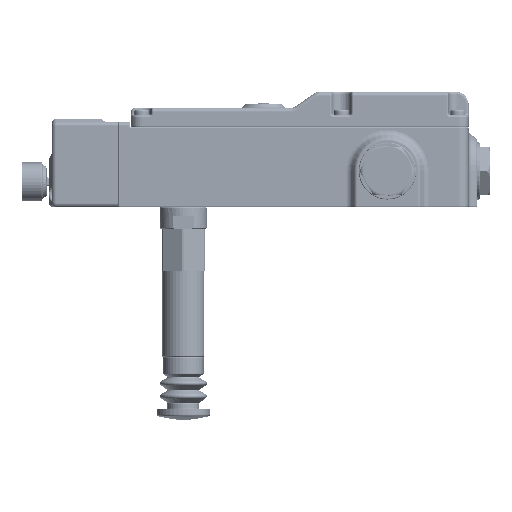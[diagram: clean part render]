
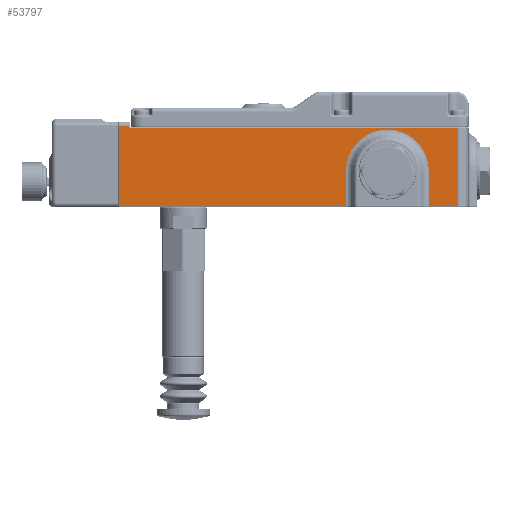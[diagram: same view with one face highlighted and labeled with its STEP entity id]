
A CAD part, left-side view. The second image highlights one B-rep face of the part: STEP entity #53797.
In plain terms, the highlighted planar face has unit normal (-1, 0, 0).
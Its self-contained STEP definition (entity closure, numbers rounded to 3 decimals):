
#1679 = DIRECTION ( 'NONE',  ( 0., 1., 0. ) ) ;
#1882 = CARTESIAN_POINT ( 'NONE',  ( -47.5, -141.863, 0. ) ) ;
#3419 = VERTEX_POINT ( 'NONE', #86630 ) ;
#9649 = CARTESIAN_POINT ( 'NONE',  ( -47.5, 3., 0.5 ) ) ;
#10358 = CARTESIAN_POINT ( 'NONE',  ( -47.5, -155.5, 40. ) ) ;
#10839 = VECTOR ( 'NONE', #73635, 1000. ) ;
#10840 = ORIENTED_EDGE ( 'NONE', *, *, #43625, .T. ) ;
#13403 = CARTESIAN_POINT ( 'NONE',  ( -47.5, -103.137, 0.5 ) ) ;
#13839 = CARTESIAN_POINT ( 'NONE',  ( -47.5, 3.5, 37. ) ) ;
#14726 = CARTESIAN_POINT ( 'NONE',  ( -47.5, 3.5, 38. ) ) ;
#21183 = EDGE_CURVE ( 'NONE', #32116, #106341, #96302, .T. ) ;
#22105 = ORIENTED_EDGE ( 'NONE', *, *, #56039, .T. ) ;
#25743 = AXIS2_PLACEMENT_3D ( 'NONE', #154131, #93009, #67832 ) ;
#28010 = DIRECTION ( 'NONE',  ( 0., -1., 0. ) ) ;
#28463 = DIRECTION ( 'NONE',  ( 0., -1., 0. ) ) ;
#30853 = LINE ( 'NONE', #40645, #108604 ) ;
#32116 = VERTEX_POINT ( 'NONE', #93002 ) ;
#32452 = VECTOR ( 'NONE', #1679, 1000. ) ;
#34718 = CARTESIAN_POINT ( 'NONE',  ( -47.5, -141.863, 17. ) ) ;
#37096 = ORIENTED_EDGE ( 'NONE', *, *, #78533, .T. ) ;
#37455 = DIRECTION ( 'NONE',  ( 0., 1., 0. ) ) ;
#38525 = EDGE_LOOP ( 'NONE', ( #66714, #140326, #10840, #159477, #118821, #109032, #112613, #22105, #37096, #91063 ) ) ;
#39889 = DIRECTION ( 'NONE',  ( 0., 1., 0. ) ) ;
#40645 = CARTESIAN_POINT ( 'NONE',  ( -47.5, -155.5, 0.5 ) ) ;
#40678 = CARTESIAN_POINT ( 'NONE',  ( -47.5, 3.5, 40. ) ) ;
#42592 = VECTOR ( 'NONE', #28010, 1000. ) ;
#43454 = CARTESIAN_POINT ( 'NONE',  ( -47.5, -2.5, 37. ) ) ;
#43625 = EDGE_CURVE ( 'NONE', #93863, #103123, #70483, .T. ) ;
#44815 = EDGE_CURVE ( 'NONE', #50209, #149048, #154926, .T. ) ;
#48170 = DIRECTION ( 'NONE',  ( 0., 1., 0. ) ) ;
#49157 = CARTESIAN_POINT ( 'NONE',  ( -47.5, 3., 40. ) ) ;
#50209 = VERTEX_POINT ( 'NONE', #85240 ) ;
#50987 = AXIS2_PLACEMENT_3D ( 'NONE', #61138, #134334, #48170 ) ;
#51260 = CARTESIAN_POINT ( 'NONE',  ( -47.5, -103.137, 0.5 ) ) ;
#53747 = VERTEX_POINT ( 'NONE', #51260 ) ;
#53797 = ADVANCED_FACE ( 'NONE', ( #65826 ), #136653, .F. ) ;
#56039 = EDGE_CURVE ( 'NONE', #106341, #53747, #124775, .T. ) ;
#60661 = CARTESIAN_POINT ( 'NONE',  ( -47.5, -103.137, 17. ) ) ;
#61138 = CARTESIAN_POINT ( 'NONE',  ( -47.5, -122.5, 17. ) ) ;
#62320 = EDGE_CURVE ( 'NONE', #3419, #93863, #30853, .T. ) ;
#63022 = CARTESIAN_POINT ( 'NONE',  ( -47.5, -1.5, 38. ) ) ;
#65826 = FACE_OUTER_BOUND ( 'NONE', #38525, .T. ) ;
#66714 = ORIENTED_EDGE ( 'NONE', *, *, #94352, .T. ) ;
#67832 = DIRECTION ( 'NONE',  ( 0., 1., 0. ) ) ;
#70483 = LINE ( 'NONE', #10358, #133618 ) ;
#71481 = CARTESIAN_POINT ( 'NONE',  ( -47.5, -155.5, 37. ) ) ;
#73635 = DIRECTION ( 'NONE',  ( 0., 0., 1. ) ) ;
#78533 = EDGE_CURVE ( 'NONE', #53747, #50209, #123276, .T. ) ;
#85240 = CARTESIAN_POINT ( 'NONE',  ( -47.5, -103.137, 17. ) ) ;
#86630 = CARTESIAN_POINT ( 'NONE',  ( -47.5, -141.863, 0.5 ) ) ;
#91063 = ORIENTED_EDGE ( 'NONE', *, *, #44815, .T. ) ;
#93002 = CARTESIAN_POINT ( 'NONE',  ( -47.5, 3., 38. ) ) ;
#93009 = DIRECTION ( 'NONE',  ( -1., 0., 0. ) ) ;
#93863 = VERTEX_POINT ( 'NONE', #159102 ) ;
#94352 = EDGE_CURVE ( 'NONE', #149048, #3419, #101001, .T. ) ;
#95766 = CIRCLE ( 'NONE', #25743, 1. ) ;
#96302 = LINE ( 'NONE', #49157, #145072 ) ;
#98641 = EDGE_CURVE ( 'NONE', #103123, #140783, #123619, .T. ) ;
#98705 = DIRECTION ( 'NONE',  ( 0., 0., -1. ) ) ;
#101001 = LINE ( 'NONE', #1882, #122404 ) ;
#102042 = VECTOR ( 'NONE', #39889, 1000. ) ;
#102411 = EDGE_CURVE ( 'NONE', #109370, #140783, #95766, .T. ) ;
#103123 = VERTEX_POINT ( 'NONE', #71481 ) ;
#106341 = VERTEX_POINT ( 'NONE', #9649 ) ;
#107099 = DIRECTION ( 'NONE',  ( 0., 0., 1. ) ) ;
#108604 = VECTOR ( 'NONE', #28463, 1000. ) ;
#109032 = ORIENTED_EDGE ( 'NONE', *, *, #136685, .T. ) ;
#109370 = VERTEX_POINT ( 'NONE', #63022 ) ;
#112613 = ORIENTED_EDGE ( 'NONE', *, *, #21183, .T. ) ;
#112717 = AXIS2_PLACEMENT_3D ( 'NONE', #40678, #138252, #37455 ) ;
#118821 = ORIENTED_EDGE ( 'NONE', *, *, #102411, .F. ) ;
#122404 = VECTOR ( 'NONE', #147456, 1000. ) ;
#123276 = LINE ( 'NONE', #60661, #10839 ) ;
#123619 = LINE ( 'NONE', #13839, #32452 ) ;
#124775 = LINE ( 'NONE', #13403, #42592 ) ;
#133618 = VECTOR ( 'NONE', #107099, 1000. ) ;
#134334 = DIRECTION ( 'NONE',  ( 1., 0., 0. ) ) ;
#136653 = PLANE ( 'NONE',  #112717 ) ;
#136685 = EDGE_CURVE ( 'NONE', #109370, #32116, #138286, .T. ) ;
#138252 = DIRECTION ( 'NONE',  ( 1., 0., 0. ) ) ;
#138286 = LINE ( 'NONE', #14726, #102042 ) ;
#140326 = ORIENTED_EDGE ( 'NONE', *, *, #62320, .T. ) ;
#140783 = VERTEX_POINT ( 'NONE', #43454 ) ;
#145072 = VECTOR ( 'NONE', #98705, 1000. ) ;
#147456 = DIRECTION ( 'NONE',  ( 0., 0., -1. ) ) ;
#149048 = VERTEX_POINT ( 'NONE', #34718 ) ;
#154131 = CARTESIAN_POINT ( 'NONE',  ( -47.5, -2.5, 38. ) ) ;
#154926 = CIRCLE ( 'NONE', #50987, 19.363 ) ;
#159102 = CARTESIAN_POINT ( 'NONE',  ( -47.5, -155.5, 0.5 ) ) ;
#159477 = ORIENTED_EDGE ( 'NONE', *, *, #98641, .T. ) ;
